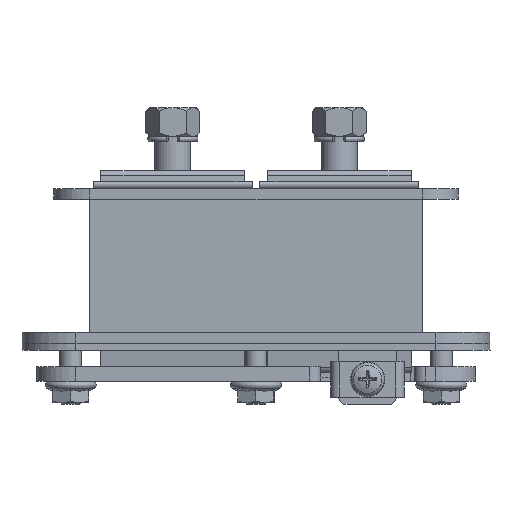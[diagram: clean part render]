
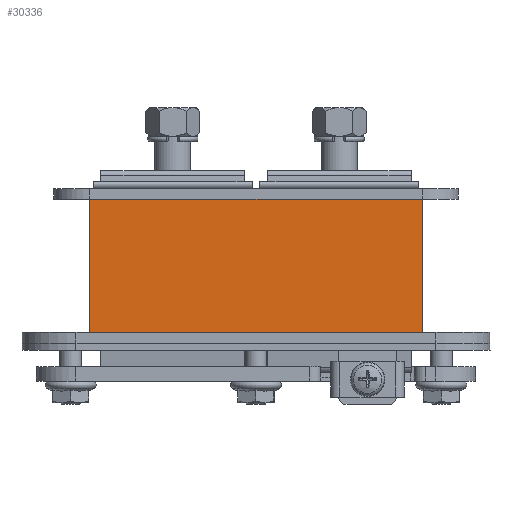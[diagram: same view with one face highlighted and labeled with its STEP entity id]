
A CAD part, front view. The second image highlights one B-rep face of the part: STEP entity #30336.
In plain terms, the highlighted planar face has unit normal (0, -1, 0).
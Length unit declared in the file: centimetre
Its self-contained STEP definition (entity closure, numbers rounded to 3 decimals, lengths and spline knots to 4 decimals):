
#5168=FACE_OUTER_BOUND('',#7043,.T.);
#7043=EDGE_LOOP('',(#26998,#26999,#27000,#27001));
#9330=LINE('',#51657,#11723);
#9433=LINE('',#52202,#11826);
#9434=LINE('',#52203,#11827);
#9435=LINE('',#52204,#11828);
#11723=VECTOR('',#41879,1.);
#11826=VECTOR('',#42288,1.);
#11827=VECTOR('',#42289,1.);
#11828=VECTOR('',#42290,1.);
#14268=VERTEX_POINT('',#51653);
#14270=VERTEX_POINT('',#51656);
#14358=VERTEX_POINT('',#52200);
#14359=VERTEX_POINT('',#52201);
#18411=EDGE_CURVE('',#14270,#14268,#9330,.T.);
#18584=EDGE_CURVE('',#14358,#14359,#9433,.T.);
#18585=EDGE_CURVE('',#14358,#14270,#9434,.T.);
#18586=EDGE_CURVE('',#14359,#14268,#9435,.T.);
#26998=ORIENTED_EDGE('',*,*,#18584,.F.);
#26999=ORIENTED_EDGE('',*,*,#18585,.T.);
#27000=ORIENTED_EDGE('',*,*,#18411,.T.);
#27001=ORIENTED_EDGE('',*,*,#18586,.F.);
#28578=PLANE('',#33551);
#30336=ADVANCED_FACE('',(#5168),#28578,.T.);
#33551=AXIS2_PLACEMENT_3D('',#52199,#42286,#42287);
#41879=DIRECTION('',(-1.,0.,0.));
#42286=DIRECTION('center_axis',(0.,-1.,0.));
#42287=DIRECTION('ref_axis',(0.,0.,
-1.));
#42288=DIRECTION('',(-1.,0.,0.));
#42289=DIRECTION('',(0.,0.,1.));
#42290=DIRECTION('',(0.,0.,1.));
#51653=CARTESIAN_POINT('',(-4.62,-10.,0.));
#51656=CARTESIAN_POINT('',(4.62,-10.,0.));
#51657=CARTESIAN_POINT('',(-4.62,-10.,0.));
#52199=CARTESIAN_POINT('Origin',(4.62,-10.,-4.));
#52200=CARTESIAN_POINT('',(4.62,-10.,-3.7));
#52201=CARTESIAN_POINT('',(-4.62,-10.,-3.7));
#52202=CARTESIAN_POINT('',(2.31,-10.,-3.7));
#52203=CARTESIAN_POINT('',(4.62,-10.,-4.));
#52204=CARTESIAN_POINT('',(-4.62,-10.,-4.));
